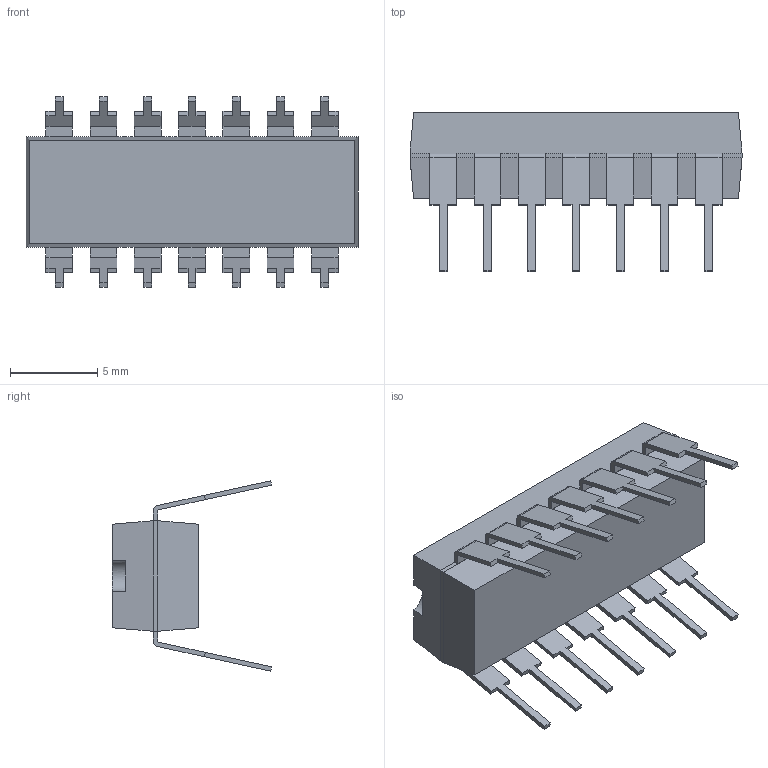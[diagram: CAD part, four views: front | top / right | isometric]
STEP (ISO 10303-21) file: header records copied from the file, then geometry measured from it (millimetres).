
FILE_DESCRIPTION (( 'STEP AP214' ), '1' );
FILE_NAME ('MCP609-I-P.STEP', '2019-03-03T23:53:49', ( '' ), ( '' ), 'SwSTEP 2.0', 'SolidWorks 2017', '' );
FILE_SCHEMA (( 'AUTOMOTIVE_DESIGN' ));
Length unit declared in the file: inch
Products named in the file (1): MCP609-I-P
Bounding box: 19.05 x 9.14 x 10.92 mm (x, y, z)
Volume: 599 mm3; surface area: 737.9 mm2
Topology: 15 solids, 15 shells, 217 faces, 550 edges, 364 vertices
Faces by surface type: plane 185, cylinder 32
Entity records: 9004 total; most frequent: CARTESIAN_POINT 1144, ORIENTED_EDGE 1100, DIRECTION 1046, EDGE_CURVE 550, VECTOR 482, LINE 482, VERTEX_POINT 364, AXIS2_PLACEMENT_3D 282
